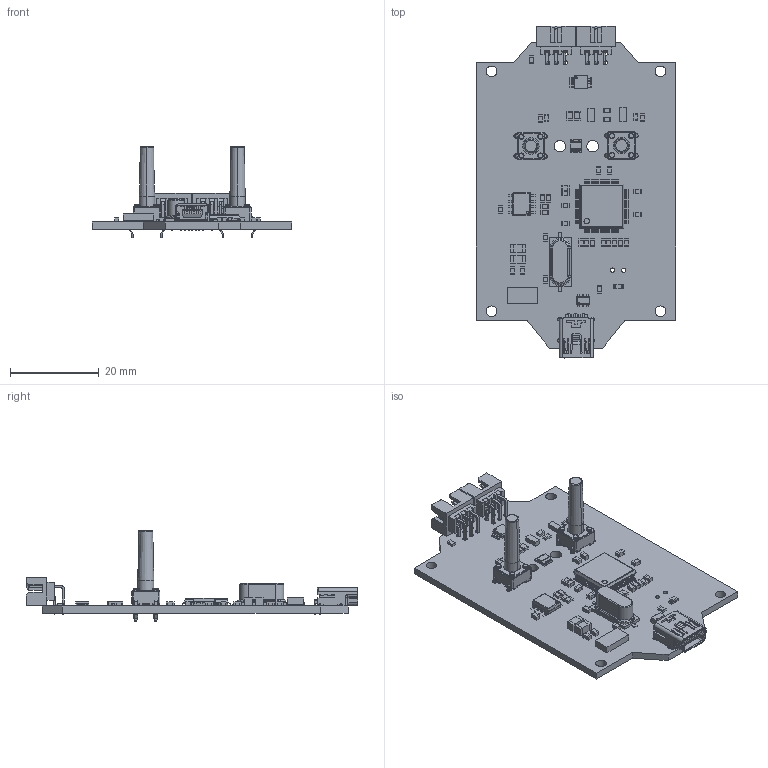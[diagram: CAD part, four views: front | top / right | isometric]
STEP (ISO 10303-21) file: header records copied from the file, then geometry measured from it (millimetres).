
FILE_DESCRIPTION(('Open CASCADE Model'),'2;1');
FILE_NAME('Open CASCADE Shape Model','2019-04-25T04:27:01',('Author'),( 'Open CASCADE'),'Open CASCADE STEP processor 6.8','Open CASCADE 6.8' ,'Unknown');
FILE_SCHEMA(('AUTOMOTIVE_DESIGN { 1 0 10303 214 1 1 1 1 }'));
Length unit declared in the file: millimetre
Products named in the file (127): PCB; BoardPCBFILE; Open CASCADE STEP translator 6.8 1.1.1; Y0PCBFILE; User_Library-hc49_cystal; U4PCBFILE; CM1213-08MR; Body; PinsArrayLR; U3PCBFILE; USBLC6-2SC6; U2PCBFILE; 6144331344; Extruded; U1PCBFILE; FT2232HL; PinsArrayTB; U0PCBFILE; 6572003456; Open_CASCADE_STEP_translator_6.8_6.1; Open_CASCADE_STEP_translator_6.8_6.2.1; Leader; R13PCBFILE; ESR10EZPF2001; term1; term2; body; R12PCBFILE; R11PCBFILE; 6124724736; 6124724336; R10PCBFILE; 6124723616; 6124723856; R9PCBFILE; R8PCBFILE; ERJ-3EKF4700V; R7PCBFILE; R6PCBFILE; R5PCBFILE ...
Assembly tree (219 placements, depth 5):
  PCB
    BoardPCBFILE
      Open CASCADE STEP translator 6.8 1.1.1
    Y0PCBFILE
      User_Library-hc49_cystal
    U4PCBFILE
      CM1213-08MR
        Body
        PinsArrayLR
    U3PCBFILE
      USBLC6-2SC6
        Body
        PinsArrayLR
    U2PCBFILE
      6144331344
        Extruded
    U1PCBFILE
      FT2232HL
        Body
        PinsArrayLR
        PinsArrayTB
    U0PCBFILE
      6572003456
        Open_CASCADE_STEP_translator_6.8_6.1
        Body
          Open_CASCADE_STEP_translator_6.8_6.2.1
        Leader  x8
    R13PCBFILE
      ESR10EZPF2001
        term1
        term2
        body
    R12PCBFILE
      ESR10EZPF2001
        term1
        term2
        body
    R11PCBFILE
      6124724736
        Extruded
      6124724336  x2
        Extruded
    R10PCBFILE
      6124723616  x2
        Extruded
      6124723856
        Extruded
    R9PCBFILE
      6124723616  x2
        Extruded
      6124723856
        Extruded
    R8PCBFILE
      ERJ-3EKF4700V
        term1
        term2
        body
    R7PCBFILE
      ERJ-3EKF4700V
        term1
Bounding box: 45 x 74.71 x 20.5 mm (x, y, z)
Volume: 5932.2 mm3; surface area: 9851.5 mm2
Topology: 227 solids, 236 shells, 3650 faces, 8900 edges, 5741 vertices
Faces by surface type: plane 2763, cylinder 805, bspline 44, cone 14, sphere 10, revolution 8, torus 6
Full cylindrical faces by diameter (mm): 0.203 x1, 0.375 x1, 0.5 x1, 0.7 x5, 0.8 x4, 0.95 x12, 0.965 x2, 1.05 x7, 1.25 x1, 2.4 x4, 2.591 x2
Entity records: 81803 total; most frequent: CARTESIAN_POINT 14282, DIRECTION 12726, ORIENTED_EDGE 12493, EDGE_CURVE 6247, LINE 4932, VECTOR 4932, VERTEX_POINT 4061, AXIS2_PLACEMENT_3D 3893
